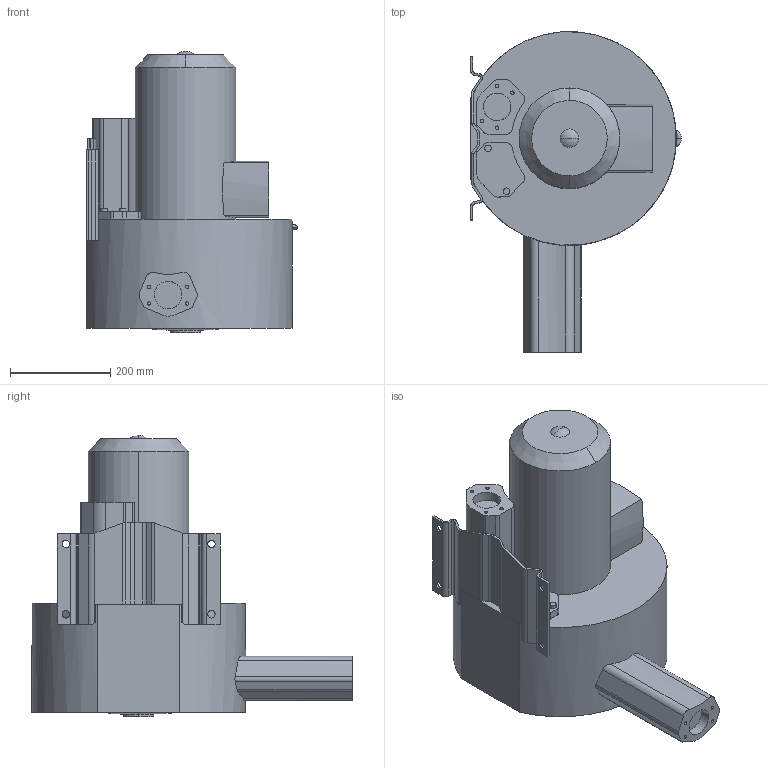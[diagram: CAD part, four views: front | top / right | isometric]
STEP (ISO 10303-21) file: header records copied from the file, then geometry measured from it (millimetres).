
FILE_DESCRIPTION (( 'STEP AP203' ), '1' );
FILE_NAME ('2rb720-1HQ27.STEP', '2025-04-28T05:55:03', ( '' ), ( '' ), 'SwSTEP 2.0', 'SolidWorks 2021', '' );
FILE_SCHEMA (( 'CONFIG_CONTROL_DESIGN' ));
Length unit declared in the file: millimetre
Products named in the file (1): 2rb720-1HQ27
Bounding box: 420.12 x 638.43 x 560.75 mm (x, y, z)
Volume: 45513835.9 mm3; surface area: 1079923.9 mm2
Topology: 1 solids, 1 shells, 184 faces, 556 edges, 395 vertices
Faces by surface type: cylinder 94, plane 76, bspline 8, sphere 2, torus 2, cone 2
Entity records: 12096 total; most frequent: CARTESIAN_POINT 7377, ORIENTED_EDGE 1112, DIRECTION 747, EDGE_CURVE 556, VERTEX_POINT 395, AXIS2_PLACEMENT_3D 259, B_SPLINE_CURVE_WITH_KNOTS 235, VECTOR 229
